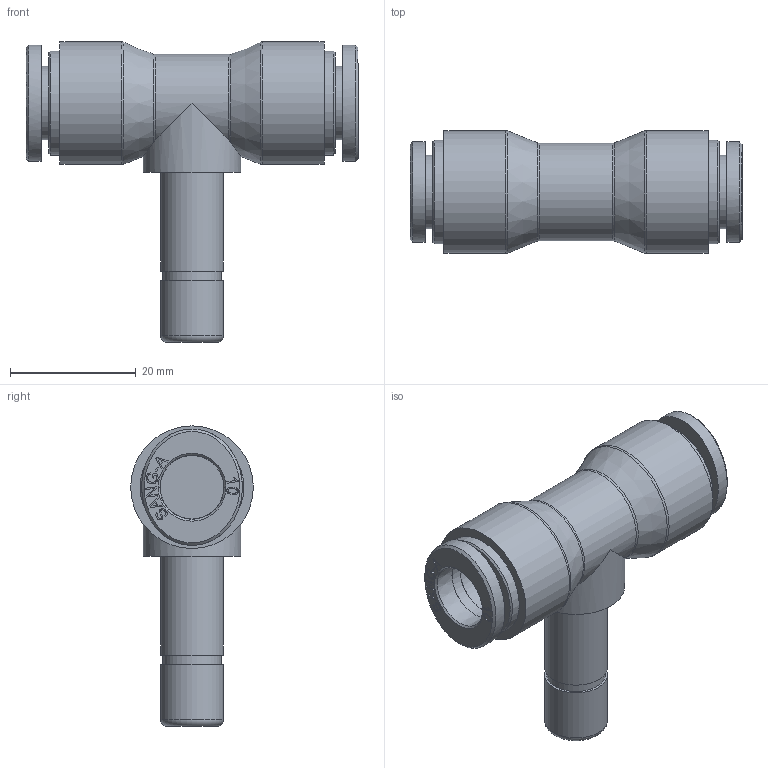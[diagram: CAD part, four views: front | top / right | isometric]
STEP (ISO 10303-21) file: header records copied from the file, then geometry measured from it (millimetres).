
FILE_DESCRIPTION((''),'2;1');
FILE_NAME('PTJ 10.stp','2020-03-19T12:00:04',('user'),(''),'Autodesk Inventor 2013','Autodesk Inventor 2013','');
FILE_SCHEMA(('AUTOMOTIVE_DESIGN { 1 0 10303 214 1 1 1 1 }'));
Length unit declared in the file: millimetre
Products named in the file (5): 조립품7; HR-PTJ 10 BODY; HR-COLLAR 10; HR-Collar 10L(SUS); HR-SLEEVE 10
Assembly tree (5 placements, depth 3):
  조립품7
    HR-PTJ 10 BODY
    HR-COLLAR 10  x2
      HR-Collar 10L(SUS)
      HR-SLEEVE 10
Bounding box: 52.8 x 19.5 x 47.75 mm (x, y, z)
Volume: 11010.9 mm3; surface area: 7826 mm2
Topology: 5 solids, 5 shells, 252 faces, 635 edges, 423 vertices
Faces by surface type: plane 139, bspline 82, cylinder 16, cone 10, torus 5
Full cylindrical faces by diameter (mm): 7 x1, 9.3 x1, 10 x2, 10.15 x2, 10.2 x2, 11.7 x2, 15.5 x1, 16.5 x2, 19.5 x2
Entity records: 4469 total; most frequent: CARTESIAN_POINT 1387, ORIENTED_EDGE 634, DIRECTION 483, EDGE_CURVE 317, VERTEX_POINT 224, VECTOR 187, LINE 187, EDGE_LOOP 183
